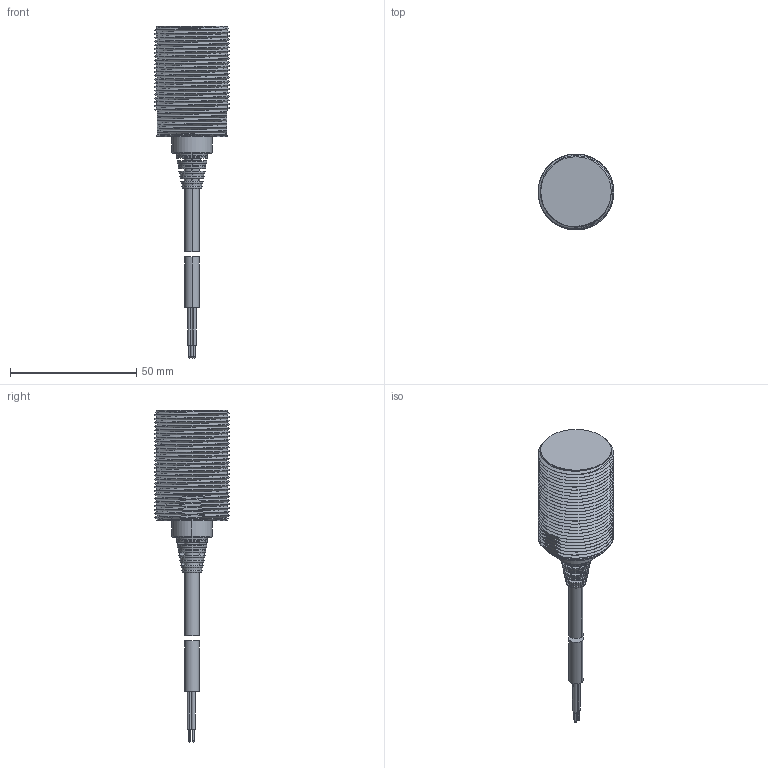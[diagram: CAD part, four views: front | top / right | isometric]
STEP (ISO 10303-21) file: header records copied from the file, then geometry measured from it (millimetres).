
FILE_DESCRIPTION((''),'2;1');
FILE_NAME('OCN1-3015X-X3SX','2017-03-10T',('Administrator'),(''),'PRO/ENGINEER BY PARAMETRIC TECHNOLOGY CORPORATION, 2007170','PRO/ENGINEER BY PARAMETRIC TECHNOLOGY CORPORATION, 2007170','');
FILE_SCHEMA(('CONFIG_CONTROL_DESIGN'));
Length unit declared in the file: millimetre
Products named in the file (1): OCN1-3015X-X3SX
Bounding box: 30 x 30 x 131.4 mm (x, y, z)
Volume: 31813.6 mm3; surface area: 11456.5 mm2
Topology: 2 solids, 2 shells, 235 faces, 596 edges, 382 vertices
Faces by surface type: cylinder 94, plane 43, cone 32, torus 30, bspline 30, sphere 6
Entity records: 14913 total; most frequent: CARTESIAN_POINT 9629, ORIENTED_EDGE 1180, DIRECTION 961, EDGE_CURVE 590, AXIS2_PLACEMENT_3D 402, VERTEX_POINT 382, EDGE_LOOP 258, B_SPLINE_CURVE_WITH_KNOTS 236
